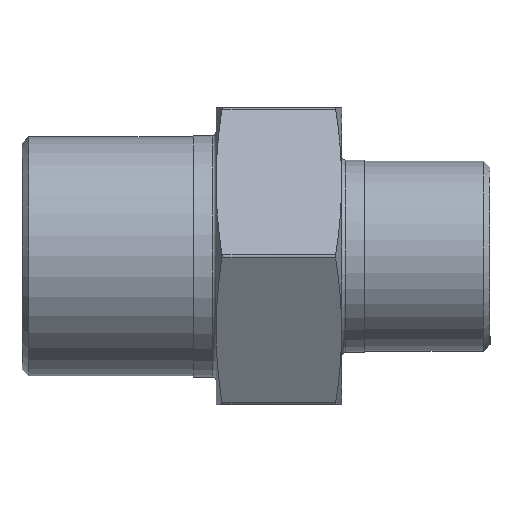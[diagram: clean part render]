
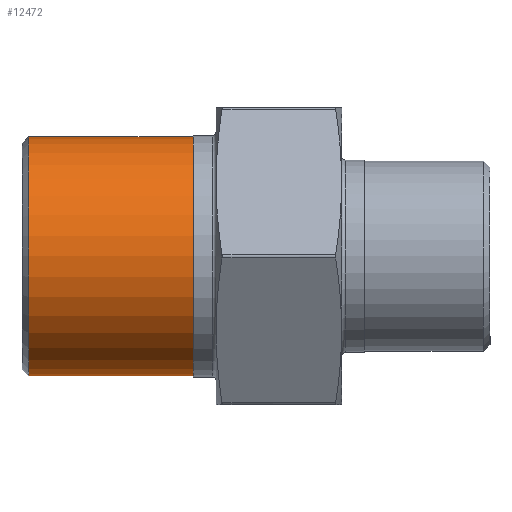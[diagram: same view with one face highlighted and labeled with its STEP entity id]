
A CAD part, front view. The second image highlights one B-rep face of the part: STEP entity #12472.
In plain terms, the highlighted cylindrical face has radius 10.477 mm (diameter 20.955 mm), a full revolution.
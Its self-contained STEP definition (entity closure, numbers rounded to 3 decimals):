
#3204 = DIRECTION ( 'NONE',  ( -1., 0., 0. ) ) ;
#3219 = CARTESIAN_POINT ( 'NONE',  ( -21.925, 0., 0. ) ) ;
#3259 = DIRECTION ( 'NONE',  ( 0., 0., 1. ) ) ;
#3466 = CARTESIAN_POINT ( 'NONE',  ( -7.5, 0., 0. ) ) ;
#3467 = DIRECTION ( 'NONE',  ( 0., 0., 1. ) ) ;
#3468 = DIRECTION ( 'NONE',  ( -1., 0., 0. ) ) ;
#5979 = ORIENTED_EDGE ( 'NONE', *, *, #11981, .T. ) ;
#5999 = ORIENTED_EDGE ( 'NONE', *, *, #11940, .F. ) ;
#6144 = EDGE_LOOP ( 'NONE', ( #5979 ) ) ;
#6854 = CYLINDRICAL_SURFACE ( 'NONE', #8416, 10.477 ) ;
#6858 = CARTESIAN_POINT ( 'NONE',  ( 0., 0., 0. ) ) ;
#6859 = FACE_OUTER_BOUND ( 'NONE', #6144, .T. ) ;
#6860 = FACE_OUTER_BOUND ( 'NONE', #11765, .T. ) ;
#6861 = DIRECTION ( 'NONE',  ( -1., 0., 0. ) ) ;
#6863 = DIRECTION ( 'NONE',  ( 0., 0., 1. ) ) ;
#8416 = AXIS2_PLACEMENT_3D ( 'NONE', #6858, #6861, #6863 ) ;
#10339 = VERTEX_POINT ( 'NONE', #10340 ) ;
#10340 = CARTESIAN_POINT ( 'NONE',  ( -7.5, 0., 10.477 ) ) ;
#10361 = CARTESIAN_POINT ( 'NONE',  ( -21.925, 0., 10.477 ) ) ;
#10369 = VERTEX_POINT ( 'NONE', #10361 ) ;
#11765 = EDGE_LOOP ( 'NONE', ( #5999 ) ) ;
#11940 = EDGE_CURVE ( 'NONE', #10369, #10369, #12913, .T. ) ;
#11981 = EDGE_CURVE ( 'NONE', #10339, #10339, #12966, .T. ) ;
#12472 = ADVANCED_FACE ( 'NONE', ( #6859, #6860 ), #6854, .T. ) ;
#12912 = AXIS2_PLACEMENT_3D ( 'NONE', #3219, #3204, #3259 ) ;
#12913 = CIRCLE ( 'NONE', #12912, 10.477 ) ;
#12966 = CIRCLE ( 'NONE', #12967, 10.477 ) ;
#12967 = AXIS2_PLACEMENT_3D ( 'NONE', #3466, #3468, #3467 ) ;
